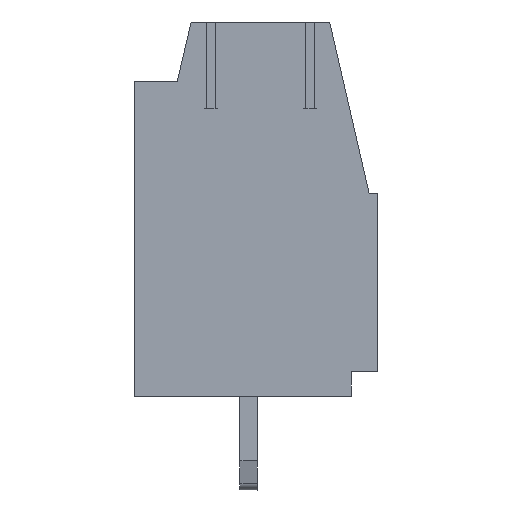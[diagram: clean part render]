
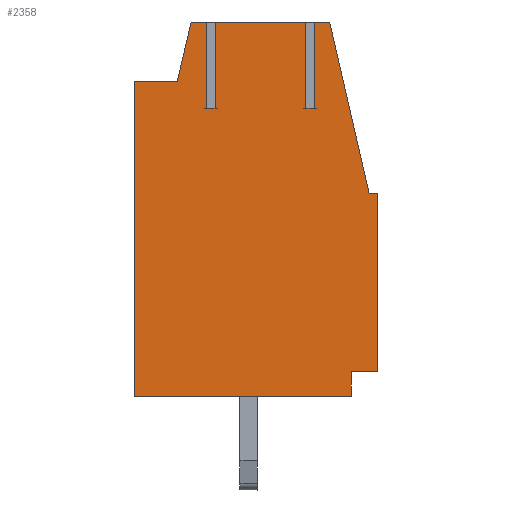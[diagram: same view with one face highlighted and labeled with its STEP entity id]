
A CAD part, left-side view. The second image highlights one B-rep face of the part: STEP entity #2358.
In plain terms, the highlighted planar face has unit normal (-1, 0, 0).
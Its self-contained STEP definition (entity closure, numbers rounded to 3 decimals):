
#2210=AXIS2_PLACEMENT_3D('Plane Axis2P3D',#2207,#2208,#2209) ;
#2207=CARTESIAN_POINT('Axis2P3D Location',(0.,8.3,0.)) ;
#2212=CARTESIAN_POINT('Line Origine',(0.,4.,16.)) ;
#2216=CARTESIAN_POINT('Vertex',(0.,2.45,16.)) ;
#2218=CARTESIAN_POINT('Vertex',(0.,5.55,16.)) ;
#2221=CARTESIAN_POINT('Line Origine',(0.,5.55,14.525)) ;
#2225=CARTESIAN_POINT('Vertex',(0.,5.55,13.05)) ;
#2228=CARTESIAN_POINT('Line Origine',(0.,5.7,13.05)) ;
#2232=CARTESIAN_POINT('Vertex',(0.,5.85,13.05)) ;
#2235=CARTESIAN_POINT('Line Origine',(0.,5.85,14.525)) ;
#2239=CARTESIAN_POINT('Vertex',(0.,5.85,16.)) ;
#2242=CARTESIAN_POINT('Line Origine',(0.,6.11,16.)) ;
#2246=CARTESIAN_POINT('Vertex',(0.,6.37,16.)) ;
#2249=CARTESIAN_POINT('Line Origine',(0.,6.607,14.975)) ;
#2253=CARTESIAN_POINT('Vertex',(0.,6.844,13.95)) ;
#2256=CARTESIAN_POINT('Line Origine',(0.,7.572,13.95)) ;
#2260=CARTESIAN_POINT('Vertex',(0.,8.3,13.95)) ;
#2263=CARTESIAN_POINT('Line Origine',(0.,8.3,8.575)) ;
#2267=CARTESIAN_POINT('Vertex',(0.,8.3,3.2)) ;
#2270=CARTESIAN_POINT('Line Origine',(0.,4.6,3.2)) ;
#2274=CARTESIAN_POINT('Vertex',(0.,0.9,3.2)) ;
#2277=CARTESIAN_POINT('Line Origine',(0.,0.9,3.626)) ;
#2281=CARTESIAN_POINT('Vertex',(0.,0.9,4.052)) ;
#2284=CARTESIAN_POINT('Line Origine',(0.,0.45,4.052)) ;
#2288=CARTESIAN_POINT('Vertex',(0.,0.,4.052)) ;
#2291=CARTESIAN_POINT('Line Origine',(0.,0.,7.101)) ;
#2295=CARTESIAN_POINT('Vertex',(0.,0.,10.15)) ;
#2298=CARTESIAN_POINT('Line Origine',(0.,0.14,10.15)) ;
#2302=CARTESIAN_POINT('Vertex',(0.,0.28,10.15)) ;
#2305=CARTESIAN_POINT('Line Origine',(0.,0.956,13.075)) ;
#2309=CARTESIAN_POINT('Vertex',(0.,1.631,16.)) ;
#2312=CARTESIAN_POINT('Line Origine',(0.,1.89,16.)) ;
#2316=CARTESIAN_POINT('Vertex',(0.,2.15,16.)) ;
#2319=CARTESIAN_POINT('Line Origine',(0.,2.15,14.525)) ;
#2323=CARTESIAN_POINT('Vertex',(0.,2.15,13.05)) ;
#2326=CARTESIAN_POINT('Line Origine',(0.,2.3,13.05)) ;
#2330=CARTESIAN_POINT('Vertex',(0.,2.45,13.05)) ;
#2333=CARTESIAN_POINT('Line Origine',(0.,2.45,14.525)) ;
#2208=DIRECTION('Axis2P3D Direction',(-1.,0.,0.)) ;
#2209=DIRECTION('Axis2P3D XDirection',(0.,-1.,0.)) ;
#2213=DIRECTION('Vector Direction',(0.,1.,0.)) ;
#2222=DIRECTION('Vector Direction',(0.,0.,-1.)) ;
#2229=DIRECTION('Vector Direction',(0.,1.,0.)) ;
#2236=DIRECTION('Vector Direction',(0.,0.,-1.)) ;
#2243=DIRECTION('Vector Direction',(0.,1.,0.)) ;
#2250=DIRECTION('Vector Direction',(0.,0.225,-0.974)) ;
#2257=DIRECTION('Vector Direction',(0.,1.,0.)) ;
#2264=DIRECTION('Vector Direction',(0.,0.,-1.)) ;
#2271=DIRECTION('Vector Direction',(0.,-1.,0.)) ;
#2278=DIRECTION('Vector Direction',(0.,0.,1.)) ;
#2285=DIRECTION('Vector Direction',(0.,-1.,0.)) ;
#2292=DIRECTION('Vector Direction',(0.,0.,1.)) ;
#2299=DIRECTION('Vector Direction',(0.,1.,0.)) ;
#2306=DIRECTION('Vector Direction',(0.,0.225,0.974)) ;
#2313=DIRECTION('Vector Direction',(0.,1.,0.)) ;
#2320=DIRECTION('Vector Direction',(0.,0.,-1.)) ;
#2327=DIRECTION('Vector Direction',(0.,1.,0.)) ;
#2334=DIRECTION('Vector Direction',(0.,0.,-1.)) ;
#2214=VECTOR('Line Direction',#2213,1.) ;
#2223=VECTOR('Line Direction',#2222,1.) ;
#2230=VECTOR('Line Direction',#2229,1.) ;
#2237=VECTOR('Line Direction',#2236,1.) ;
#2244=VECTOR('Line Direction',#2243,1.) ;
#2251=VECTOR('Line Direction',#2250,1.) ;
#2258=VECTOR('Line Direction',#2257,1.) ;
#2265=VECTOR('Line Direction',#2264,1.) ;
#2272=VECTOR('Line Direction',#2271,1.) ;
#2279=VECTOR('Line Direction',#2278,1.) ;
#2286=VECTOR('Line Direction',#2285,1.) ;
#2293=VECTOR('Line Direction',#2292,1.) ;
#2300=VECTOR('Line Direction',#2299,1.) ;
#2307=VECTOR('Line Direction',#2306,1.) ;
#2314=VECTOR('Line Direction',#2313,1.) ;
#2321=VECTOR('Line Direction',#2320,1.) ;
#2328=VECTOR('Line Direction',#2327,1.) ;
#2335=VECTOR('Line Direction',#2334,1.) ;
#2339=ORIENTED_EDGE('',*,*,#2220,.T.) ;
#2340=ORIENTED_EDGE('',*,*,#2227,.T.) ;
#2341=ORIENTED_EDGE('',*,*,#2234,.T.) ;
#2342=ORIENTED_EDGE('',*,*,#2241,.F.) ;
#2343=ORIENTED_EDGE('',*,*,#2248,.T.) ;
#2344=ORIENTED_EDGE('',*,*,#2255,.T.) ;
#2345=ORIENTED_EDGE('',*,*,#2262,.T.) ;
#2346=ORIENTED_EDGE('',*,*,#2269,.T.) ;
#2347=ORIENTED_EDGE('',*,*,#2276,.T.) ;
#2348=ORIENTED_EDGE('',*,*,#2283,.T.) ;
#2349=ORIENTED_EDGE('',*,*,#2290,.T.) ;
#2350=ORIENTED_EDGE('',*,*,#2297,.T.) ;
#2351=ORIENTED_EDGE('',*,*,#2304,.T.) ;
#2352=ORIENTED_EDGE('',*,*,#2311,.T.) ;
#2353=ORIENTED_EDGE('',*,*,#2318,.T.) ;
#2354=ORIENTED_EDGE('',*,*,#2325,.T.) ;
#2355=ORIENTED_EDGE('',*,*,#2332,.T.) ;
#2356=ORIENTED_EDGE('',*,*,#2337,.F.) ;
#2358=ADVANCED_FACE('2_Pole_Body',(#2357),#2211,.T.) ;
#2220=EDGE_CURVE('',#2217,#2219,#2215,.T.) ;
#2227=EDGE_CURVE('',#2219,#2226,#2224,.T.) ;
#2234=EDGE_CURVE('',#2226,#2233,#2231,.T.) ;
#2241=EDGE_CURVE('',#2240,#2233,#2238,.T.) ;
#2248=EDGE_CURVE('',#2240,#2247,#2245,.T.) ;
#2255=EDGE_CURVE('',#2247,#2254,#2252,.T.) ;
#2262=EDGE_CURVE('',#2254,#2261,#2259,.T.) ;
#2269=EDGE_CURVE('',#2261,#2268,#2266,.T.) ;
#2276=EDGE_CURVE('',#2268,#2275,#2273,.T.) ;
#2283=EDGE_CURVE('',#2275,#2282,#2280,.T.) ;
#2290=EDGE_CURVE('',#2282,#2289,#2287,.T.) ;
#2297=EDGE_CURVE('',#2289,#2296,#2294,.T.) ;
#2304=EDGE_CURVE('',#2296,#2303,#2301,.T.) ;
#2311=EDGE_CURVE('',#2303,#2310,#2308,.T.) ;
#2318=EDGE_CURVE('',#2310,#2317,#2315,.T.) ;
#2325=EDGE_CURVE('',#2317,#2324,#2322,.T.) ;
#2332=EDGE_CURVE('',#2324,#2331,#2329,.T.) ;
#2337=EDGE_CURVE('',#2217,#2331,#2336,.T.) ;
#2338=EDGE_LOOP('',(#2339,#2340,#2341,#2342,#2343,#2344,#2345,#2346,#2347,#2348,#2349,#2350,#2351,#2352,#2353,#2354,#2355,#2356)) ;
#2357=FACE_OUTER_BOUND('',#2338,.T.) ;
#2215=LINE('Line',#2212,#2214) ;
#2224=LINE('Line',#2221,#2223) ;
#2231=LINE('Line',#2228,#2230) ;
#2238=LINE('Line',#2235,#2237) ;
#2245=LINE('Line',#2242,#2244) ;
#2252=LINE('Line',#2249,#2251) ;
#2259=LINE('Line',#2256,#2258) ;
#2266=LINE('Line',#2263,#2265) ;
#2273=LINE('Line',#2270,#2272) ;
#2280=LINE('Line',#2277,#2279) ;
#2287=LINE('Line',#2284,#2286) ;
#2294=LINE('Line',#2291,#2293) ;
#2301=LINE('Line',#2298,#2300) ;
#2308=LINE('Line',#2305,#2307) ;
#2315=LINE('Line',#2312,#2314) ;
#2322=LINE('Line',#2319,#2321) ;
#2329=LINE('Line',#2326,#2328) ;
#2336=LINE('Line',#2333,#2335) ;
#2211=PLANE('',#2210) ;
#2217=VERTEX_POINT('',#2216) ;
#2219=VERTEX_POINT('',#2218) ;
#2226=VERTEX_POINT('',#2225) ;
#2233=VERTEX_POINT('',#2232) ;
#2240=VERTEX_POINT('',#2239) ;
#2247=VERTEX_POINT('',#2246) ;
#2254=VERTEX_POINT('',#2253) ;
#2261=VERTEX_POINT('',#2260) ;
#2268=VERTEX_POINT('',#2267) ;
#2275=VERTEX_POINT('',#2274) ;
#2282=VERTEX_POINT('',#2281) ;
#2289=VERTEX_POINT('',#2288) ;
#2296=VERTEX_POINT('',#2295) ;
#2303=VERTEX_POINT('',#2302) ;
#2310=VERTEX_POINT('',#2309) ;
#2317=VERTEX_POINT('',#2316) ;
#2324=VERTEX_POINT('',#2323) ;
#2331=VERTEX_POINT('',#2330) ;
